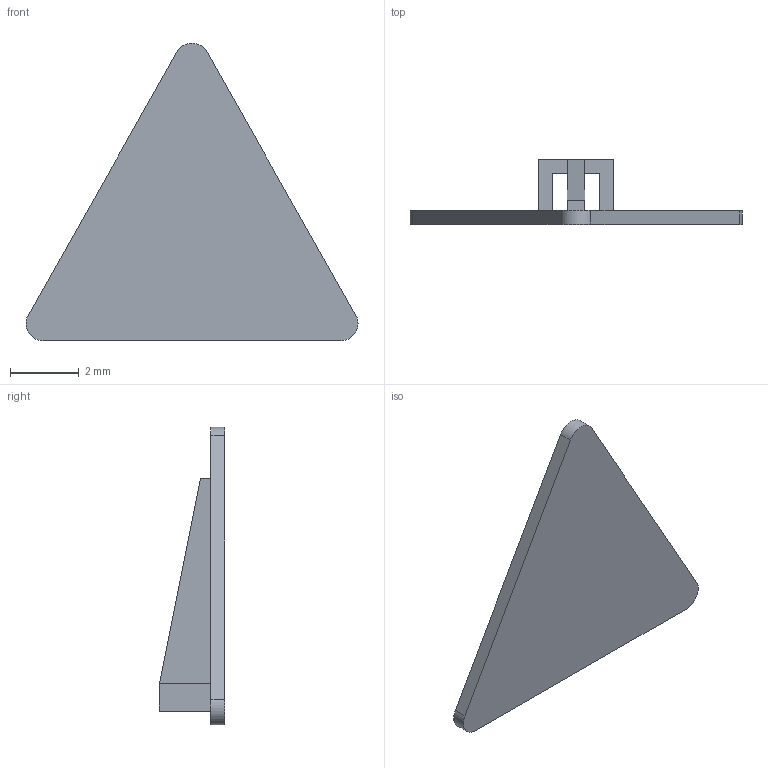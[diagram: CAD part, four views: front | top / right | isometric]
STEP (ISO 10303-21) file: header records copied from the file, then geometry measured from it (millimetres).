
FILE_DESCRIPTION(('FreeCAD Model'),'2;1');
FILE_NAME('Open CASCADE Shape Model','2024-03-24T17:28:41',('FreeCAD'),( 'FreeCAD'),'Open CASCADE STEP processor 7.6','FreeCAD','Unknown');
FILE_SCHEMA(('AUTOMOTIVE_DESIGN { 1 0 10303 214 1 1 1 1 }'));
Length unit declared in the file: millimetre
Products named in the file (1): Open CASCADE STEP translator 7.6 1
Bounding box: 9.69 x 1.9 x 8.68 mm (x, y, z)
Volume: 23 mm3; surface area: 127.7 mm2
Topology: 1 solids, 1 shells, 22 faces, 59 edges, 38 vertices
Faces by surface type: plane 19, cylinder 3
Entity records: 1462 total; most frequent: CARTESIAN_POINT 274, DIRECTION 213, LINE 153, VECTOR 153, ORIENTED_EDGE 118, PCURVE 118, DEFINITIONAL_REPRESENTATION 118, EDGE_CURVE 59
